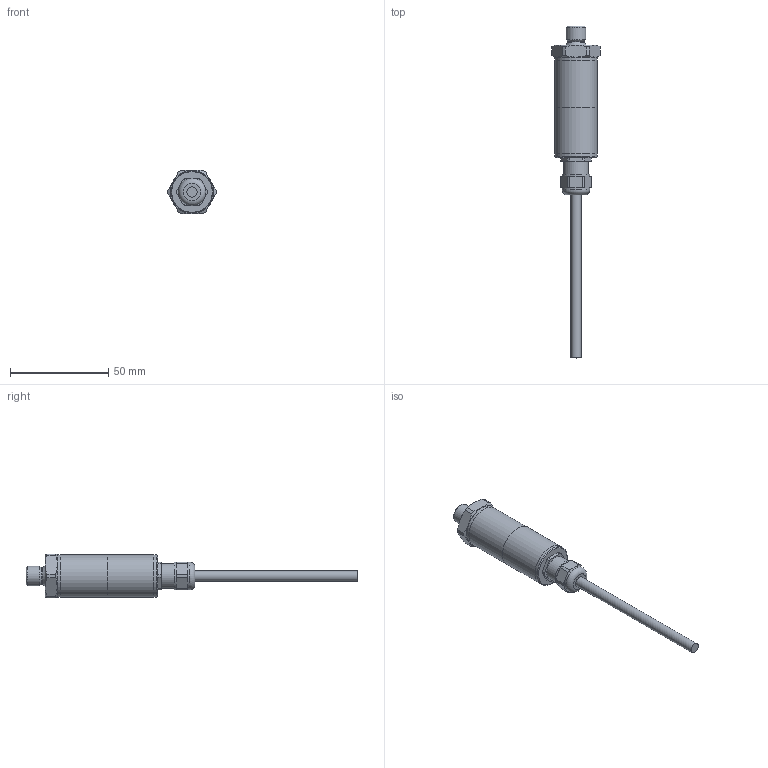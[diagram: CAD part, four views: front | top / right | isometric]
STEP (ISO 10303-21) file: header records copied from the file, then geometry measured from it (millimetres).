
FILE_DESCRIPTION (( 'STEP AP214' ), '1' );
FILE_NAME ('PGP220-19-10.STEP', '2019-10-09T09:05:08', ( '' ), ( '' ), 'SwSTEP 2.0', 'SolidWorks 2015', '' );
FILE_SCHEMA (( 'AUTOMOTIVE_DESIGN' ));
Length unit declared in the file: millimetre
Products named in the file (1): PGP220-19-10
Bounding box: 24.49 x 168.63 x 22 mm (x, y, z)
Volume: 26197.6 mm3; surface area: 7456.4 mm2
Topology: 1 solids, 1 shells, 92 faces, 216 edges, 133 vertices
Faces by surface type: plane 39, cylinder 28, cone 23, torus 2
Full cylindrical faces by diameter (mm): 4 x1, 5.25 x1, 10 x1, 12.613 x1, 14 x2, 21.6 x4
Entity records: 3100 total; most frequent: CARTESIAN_POINT 583, DIRECTION 434, ORIENTED_EDGE 392, EDGE_CURVE 196, AXIS2_PLACEMENT_3D 181, VERTEX_POINT 130, EDGE_LOOP 116, FACE_OUTER_BOUND 104
